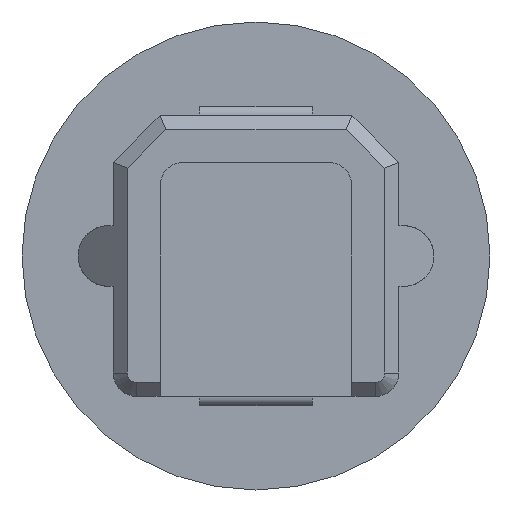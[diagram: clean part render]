
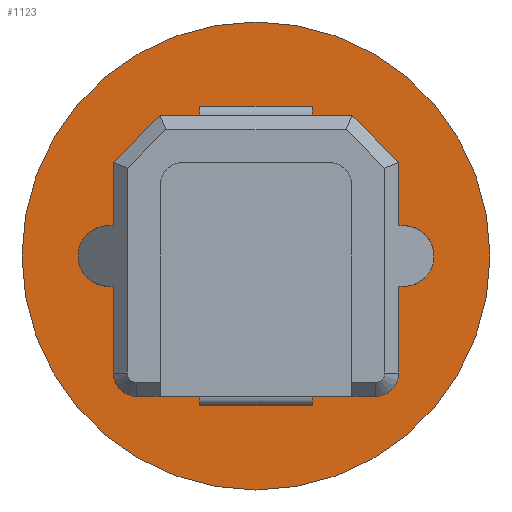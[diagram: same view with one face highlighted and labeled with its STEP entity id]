
A CAD part, left-side view. The second image highlights one B-rep face of the part: STEP entity #1123.
In plain terms, the highlighted planar face has unit normal (-1, 0, 0).
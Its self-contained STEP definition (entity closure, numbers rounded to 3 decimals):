
#17=FACE_BOUND('',#399,.T.);
#44=CIRCLE('',#1198,0.65);
#45=CIRCLE('',#1203,0.65);
#47=CIRCLE('',#1213,0.5);
#49=CIRCLE('',#1216,0.5);
#50=CIRCLE('',#1218,5.);
#51=CIRCLE('',#1219,0.5);
#52=CIRCLE('',#1220,0.5);
#86=LINE('',#2469,#190);
#90=LINE('',#2478,#194);
#94=LINE('',#2490,#198);
#98=LINE('',#2499,#202);
#101=LINE('',#2508,#205);
#104=LINE('',#2514,#208);
#111=LINE('',#2530,#215);
#122=LINE('',#2553,#226);
#126=LINE('',#2571,#230);
#127=LINE('',#2574,#231);
#128=LINE('',#2576,#232);
#129=LINE('',#2578,#233);
#130=LINE('',#2579,#234);
#131=LINE('',#2581,#235);
#132=LINE('',#2584,#236);
#133=LINE('',#2585,#237);
#190=VECTOR('',#1307,1.);
#194=VECTOR('',#1313,1.);
#198=VECTOR('',#1325,1.);
#202=VECTOR('',#1331,1.);
#205=VECTOR('',#1342,1.);
#208=VECTOR('',#1347,1.);
#215=VECTOR('',#1358,1.);
#226=VECTOR('',#1375,1.);
#230=VECTOR('',#1395,1.);
#231=VECTOR('',#1398,1.);
#232=VECTOR('',#1399,1.);
#233=VECTOR('',#1400,1.);
#234=VECTOR('',#1401,1.);
#235=VECTOR('',#1402,1.);
#236=VECTOR('',#1405,1.);
#237=VECTOR('',#1406,1.);
#293=PLANE('',#1217);
#337=FACE_OUTER_BOUND('',#398,.T.);
#398=EDGE_LOOP('',(#812));
#399=EDGE_LOOP('',(#813,#814,#815,#816,#817,#818,#819,#820,#821,#822,#823,
#824,#825,#826,#827,#828,#829,#830,#831,#832,#833,#834));
#492=VERTEX_POINT('',#2463);
#494=VERTEX_POINT('',#2467);
#496=VERTEX_POINT('',#2472);
#498=VERTEX_POINT('',#2476);
#499=VERTEX_POINT('',#2483);
#502=VERTEX_POINT('',#2488);
#503=VERTEX_POINT('',#2492);
#506=VERTEX_POINT('',#2497);
#508=VERTEX_POINT('',#2506);
#510=VERTEX_POINT('',#2511);
#516=VERTEX_POINT('',#2527);
#517=VERTEX_POINT('',#2529);
#525=VERTEX_POINT('',#2550);
#526=VERTEX_POINT('',#2552);
#528=VERTEX_POINT('',#2558);
#530=VERTEX_POINT('',#2563);
#531=VERTEX_POINT('',#2568);
#532=VERTEX_POINT('',#2570);
#533=VERTEX_POINT('',#2572);
#534=VERTEX_POINT('',#2575);
#535=VERTEX_POINT('',#2577);
#536=VERTEX_POINT('',#2580);
#537=VERTEX_POINT('',#2582);
#596=EDGE_CURVE('',#494,#492,#86,.T.);
#600=EDGE_CURVE('',#496,#498,#90,.T.);
#602=EDGE_CURVE('',#496,#494,#44,.T.);
#606=EDGE_CURVE('',#499,#502,#94,.T.);
#610=EDGE_CURVE('',#506,#503,#98,.T.);
#612=EDGE_CURVE('',#506,#499,#45,.T.);
#615=EDGE_CURVE('',#498,#508,#101,.T.);
#618=EDGE_CURVE('',#510,#503,#104,.T.);
#625=EDGE_CURVE('',#516,#517,#111,.T.);
#636=EDGE_CURVE('',#525,#526,#122,.T.);
#640=EDGE_CURVE('',#528,#525,#47,.T.);
#643=EDGE_CURVE('',#517,#530,#49,.T.);
#644=EDGE_CURVE('',#531,#531,#50,.T.);
#645=EDGE_CURVE('',#516,#532,#126,.T.);
#646=EDGE_CURVE('',#532,#533,#51,.T.);
#647=EDGE_CURVE('',#533,#492,#127,.T.);
#648=EDGE_CURVE('',#508,#534,#128,.T.);
#649=EDGE_CURVE('',#534,#535,#129,.T.);
#650=EDGE_CURVE('',#535,#510,#130,.T.);
#651=EDGE_CURVE('',#502,#536,#131,.T.);
#652=EDGE_CURVE('',#536,#537,#52,.T.);
#653=EDGE_CURVE('',#537,#526,#132,.T.);
#654=EDGE_CURVE('',#528,#530,#133,.T.);
#812=ORIENTED_EDGE('',*,*,#644,.T.);
#813=ORIENTED_EDGE('',*,*,#625,.F.);
#814=ORIENTED_EDGE('',*,*,#645,.T.);
#815=ORIENTED_EDGE('',*,*,#646,.T.);
#816=ORIENTED_EDGE('',*,*,#647,.T.);
#817=ORIENTED_EDGE('',*,*,#596,.F.);
#818=ORIENTED_EDGE('',*,*,#602,.F.);
#819=ORIENTED_EDGE('',*,*,#600,.T.);
#820=ORIENTED_EDGE('',*,*,#615,.T.);
#821=ORIENTED_EDGE('',*,*,#648,.T.);
#822=ORIENTED_EDGE('',*,*,#649,.T.);
#823=ORIENTED_EDGE('',*,*,#650,.T.);
#824=ORIENTED_EDGE('',*,*,#618,.T.);
#825=ORIENTED_EDGE('',*,*,#610,.F.);
#826=ORIENTED_EDGE('',*,*,#612,.T.);
#827=ORIENTED_EDGE('',*,*,#606,.T.);
#828=ORIENTED_EDGE('',*,*,#651,.T.);
#829=ORIENTED_EDGE('',*,*,#652,.T.);
#830=ORIENTED_EDGE('',*,*,#653,.T.);
#831=ORIENTED_EDGE('',*,*,#636,.F.);
#832=ORIENTED_EDGE('',*,*,#640,.F.);
#833=ORIENTED_EDGE('',*,*,#654,.T.);
#834=ORIENTED_EDGE('',*,*,#643,.F.);
#1123=ADVANCED_FACE('',(#337,#17),#293,.T.);
#1198=AXIS2_PLACEMENT_3D('',#2481,#1318,#1319);
#1203=AXIS2_PLACEMENT_3D('',#2502,#1336,#1337);
#1213=AXIS2_PLACEMENT_3D('',#2560,#1382,#1383);
#1216=AXIS2_PLACEMENT_3D('',#2566,#1389,#1390);
#1217=AXIS2_PLACEMENT_3D('',#2567,#1391,#1392);
#1218=AXIS2_PLACEMENT_3D('',#2569,#1393,#1394);
#1219=AXIS2_PLACEMENT_3D('',#2573,#1396,#1397);
#1220=AXIS2_PLACEMENT_3D('',#2583,#1403,#1404);
#1307=DIRECTION('',(0.,-1.,0.));
#1313=DIRECTION('',(0.,-1.,0.));
#1318=DIRECTION('center_axis',(-1.,0.,0.));
#1319=DIRECTION('ref_axis',(0.,-1.,0.));
#1325=DIRECTION('',(0.,1.,0.));
#1331=DIRECTION('',(0.,1.,0.));
#1336=DIRECTION('center_axis',(1.,0.,0.));
#1337=DIRECTION('ref_axis',(0.,1.,0.));
#1342=DIRECTION('',(0.,0.,1.));
#1347=DIRECTION('',(0.,0.,-1.));
#1358=DIRECTION('',(0.,0.,1.));
#1375=DIRECTION('',(0.,0.,-1.));
#1382=DIRECTION('center_axis',(1.,0.,0.));
#1383=DIRECTION('ref_axis',(0.,1.,0.));
#1389=DIRECTION('center_axis',(1.,0.,0.));
#1390=DIRECTION('ref_axis',(0.,1.,0.));
#1391=DIRECTION('center_axis',(-1.,0.,0.));
#1392=DIRECTION('ref_axis',(0.,-1.,0.));
#1393=DIRECTION('center_axis',(-1.,0.,0.));
#1394=DIRECTION('ref_axis',(0.,-1.,0.));
#1395=DIRECTION('',(0.,1.,0.));
#1396=DIRECTION('center_axis',(1.,0.,0.));
#1397=DIRECTION('ref_axis',(0.,-1.,0.));
#1398=DIRECTION('',(0.,0.,1.));
#1399=DIRECTION('',(0.,-0.707,0.707));
#1400=DIRECTION('',(0.,-1.,0.));
#1401=DIRECTION('',(0.,-0.707,-0.707));
#1402=DIRECTION('',(0.,0.,-1.));
#1403=DIRECTION('center_axis',(1.,0.,0.));
#1404=DIRECTION('ref_axis',(0.,-1.,0.));
#1405=DIRECTION('',(0.,1.,0.));
#1406=DIRECTION('',(0.,1.,0.));
#2463=CARTESIAN_POINT('',(114.022,-33.787,-0.65));
#2467=CARTESIAN_POINT('',(114.022,-33.687,-0.65));
#2469=CARTESIAN_POINT('',(114.022,-33.037,-0.65));
#2472=CARTESIAN_POINT('',(114.022,-33.687,0.65));
#2476=CARTESIAN_POINT('',(114.022,-33.787,0.65));
#2478=CARTESIAN_POINT('',(114.022,-33.037,0.65));
#2481=CARTESIAN_POINT('Origin',(114.022,-33.687,0.));
#2483=CARTESIAN_POINT('',(114.022,-39.987,-0.65));
#2488=CARTESIAN_POINT('',(114.022,-39.887,-0.65));
#2490=CARTESIAN_POINT('',(114.022,-40.637,-0.65));
#2492=CARTESIAN_POINT('',(114.022,-39.887,0.65));
#2497=CARTESIAN_POINT('',(114.022,-39.987,0.65));
#2499=CARTESIAN_POINT('',(114.022,-40.637,0.65));
#2502=CARTESIAN_POINT('Origin',(114.022,-39.987,0.));
#2506=CARTESIAN_POINT('',(114.022,-33.787,2.));
#2508=CARTESIAN_POINT('',(114.022,-33.787,0.65));
#2511=CARTESIAN_POINT('',(114.022,-39.887,2.));
#2514=CARTESIAN_POINT('',(114.022,-39.887,-0.65));
#2527=CARTESIAN_POINT('',(114.022,-34.787,-3.));
#2529=CARTESIAN_POINT('',(114.022,-34.787,1.5));
#2530=CARTESIAN_POINT('',(114.022,-34.787,-0.5));
#2550=CARTESIAN_POINT('',(114.022,-38.887,1.5));
#2552=CARTESIAN_POINT('',(114.022,-38.887,-3.));
#2553=CARTESIAN_POINT('',(114.022,-38.887,-0.5));
#2558=CARTESIAN_POINT('',(114.022,-38.387,2.));
#2560=CARTESIAN_POINT('Origin',(114.022,-38.387,1.5));
#2563=CARTESIAN_POINT('',(114.022,-35.287,2.));
#2566=CARTESIAN_POINT('Origin',(114.022,-35.287,1.5));
#2567=CARTESIAN_POINT('Origin',(114.022,-36.837,0.));
#2568=CARTESIAN_POINT('',(114.022,-31.837,0.));
#2569=CARTESIAN_POINT('Origin',(114.022,-36.837,0.));
#2570=CARTESIAN_POINT('',(114.022,-34.287,-3.));
#2571=CARTESIAN_POINT('',(114.022,-39.387,-3.));
#2572=CARTESIAN_POINT('',(114.022,-33.787,-2.5));
#2573=CARTESIAN_POINT('Origin',(114.022,-34.287,-2.5));
#2574=CARTESIAN_POINT('',(114.022,-33.787,0.65));
#2575=CARTESIAN_POINT('',(114.022,-34.787,3.));
#2576=CARTESIAN_POINT('',(114.022,-33.787,2.));
#2577=CARTESIAN_POINT('',(114.022,-38.887,3.));
#2578=CARTESIAN_POINT('',(114.022,-34.787,3.));
#2579=CARTESIAN_POINT('',(114.022,-38.887,3.));
#2580=CARTESIAN_POINT('',(114.022,-39.887,-2.5));
#2581=CARTESIAN_POINT('',(114.022,-39.887,-0.65));
#2582=CARTESIAN_POINT('',(114.022,-39.387,-3.));
#2583=CARTESIAN_POINT('Origin',(114.022,-39.387,-2.5));
#2584=CARTESIAN_POINT('',(114.022,-39.387,-3.));
#2585=CARTESIAN_POINT('',(114.022,-38.887,2.));
